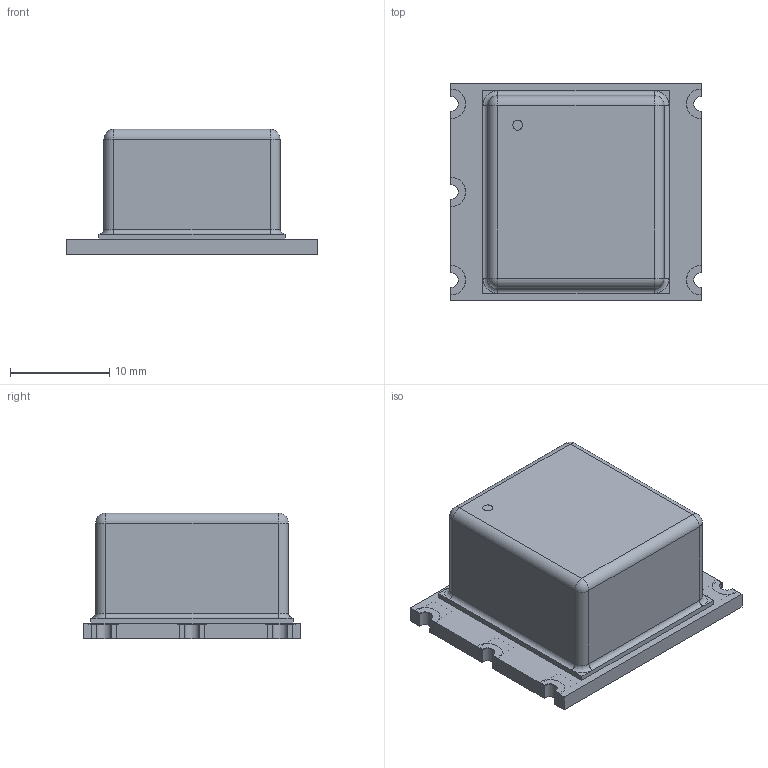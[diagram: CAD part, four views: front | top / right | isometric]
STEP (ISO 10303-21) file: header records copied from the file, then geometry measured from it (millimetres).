
FILE_DESCRIPTION((''),'2;1');
FILE_NAME('OSC_ABRACON_AOCJY.stp','2015-02-17T10:49:08',(''),(''),'Mechanical Desktop 2011','Mechanical Desktop 2011',', , ');
FILE_SCHEMA(('AUTOMOTIVE_DESIGN { 1 2 10303 214 1 1 1 1 }'));
Length unit declared in the file: millimetre
Products named in the file (1): Product
Bounding box: 25.4 x 22 x 12.7 mm (x, y, z)
Volume: 4725.6 mm3; surface area: 2991.6 mm2
Topology: 13 solids, 13 shells, 177 faces, 416 edges, 262 vertices
Faces by surface type: bspline 76, plane 73, cylinder 24, sphere 4
Entity records: 5338 total; most frequent: CARTESIAN_POINT 1412, ORIENTED_EDGE 824, DIRECTION 702, EDGE_CURVE 412, VECTOR 326, LINE 326, VERTEX_POINT 262, AXIS2_PLACEMENT_3D 188
